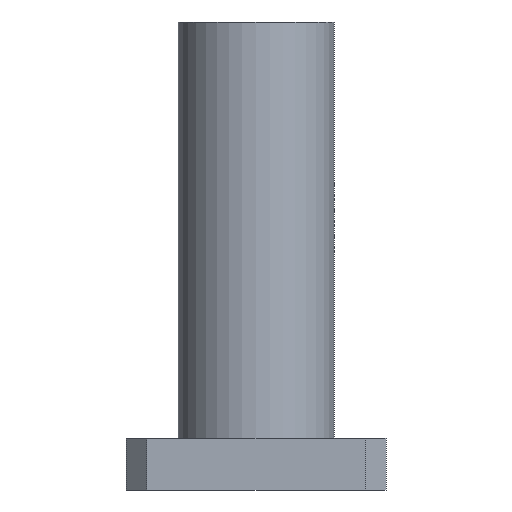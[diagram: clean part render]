
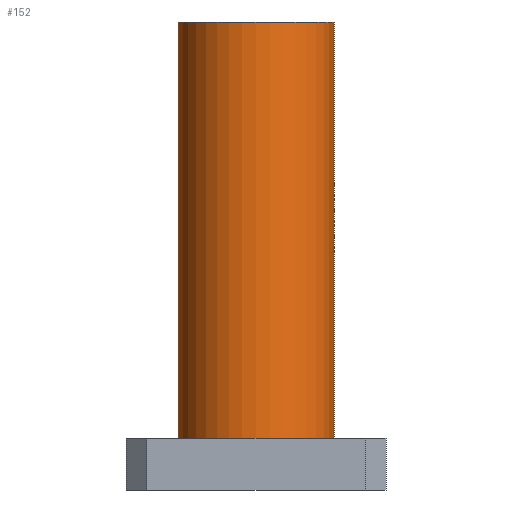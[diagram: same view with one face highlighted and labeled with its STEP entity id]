
A CAD part, front view. The second image highlights one B-rep face of the part: STEP entity #152.
In plain terms, the highlighted cylindrical face has radius 7.5 mm (diameter 15 mm), a partial arc.
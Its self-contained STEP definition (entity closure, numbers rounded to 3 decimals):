
#6 = DIRECTION ( 'NONE',  ( 0., 0., -1. ) ) ;
#42 = VECTOR ( 'NONE', #6, 1000. ) ;
#59 = VECTOR ( 'NONE', #1302, 1000. ) ;
#68 = CARTESIAN_POINT ( 'NONE',  ( 7.5, 0., 45. ) ) ;
#104 = AXIS2_PLACEMENT_3D ( 'NONE', #558, #1182, #247 ) ;
#141 = CIRCLE ( 'NONE', #727, 7.5 ) ;
#152 = ADVANCED_FACE ( 'NONE', ( #156 ), #776, .T. ) ;
#156 = FACE_OUTER_BOUND ( 'NONE', #364, .T. ) ;
#172 = CARTESIAN_POINT ( 'NONE',  ( 0., 0., 45. ) ) ;
#238 = VERTEX_POINT ( 'NONE', #674 ) ;
#247 = DIRECTION ( 'NONE',  ( -1., 0., 0. ) ) ;
#275 = CARTESIAN_POINT ( 'NONE',  ( 7.5, 0., 45. ) ) ;
#332 = EDGE_CURVE ( 'NONE', #678, #633, #924, .T. ) ;
#337 = CIRCLE ( 'NONE', #1263, 7.5 ) ;
#364 = EDGE_LOOP ( 'NONE', ( #1249, #541, #977, #701 ) ) ;
#487 = EDGE_CURVE ( 'NONE', #1260, #238, #1106, .T. ) ;
#498 = DIRECTION ( 'NONE',  ( 0., 0., -1. ) ) ;
#540 = CARTESIAN_POINT ( 'NONE',  ( 0., 0., 5. ) ) ;
#541 = ORIENTED_EDGE ( 'NONE', *, *, #1239, .T. ) ;
#557 = EDGE_CURVE ( 'NONE', #238, #633, #141, .T. ) ;
#558 = CARTESIAN_POINT ( 'NONE',  ( 0., 0., 45. ) ) ;
#626 = CARTESIAN_POINT ( 'NONE',  ( -7.5, 0., 45. ) ) ;
#633 = VERTEX_POINT ( 'NONE', #716 ) ;
#674 = CARTESIAN_POINT ( 'NONE',  ( 7.5, 0., 5. ) ) ;
#678 = VERTEX_POINT ( 'NONE', #626 ) ;
#701 = ORIENTED_EDGE ( 'NONE', *, *, #557, .F. ) ;
#716 = CARTESIAN_POINT ( 'NONE',  ( -7.5, 0., 5. ) ) ;
#727 = AXIS2_PLACEMENT_3D ( 'NONE', #540, #742, #1044 ) ;
#742 = DIRECTION ( 'NONE',  ( 0., 0., -1. ) ) ;
#776 = CYLINDRICAL_SURFACE ( 'NONE', #104, 7.5 ) ;
#784 = DIRECTION ( 'NONE',  ( -1., 0., 0. ) ) ;
#924 = LINE ( 'NONE', #939, #42 ) ;
#939 = CARTESIAN_POINT ( 'NONE',  ( -7.5, 0., 45. ) ) ;
#977 = ORIENTED_EDGE ( 'NONE', *, *, #332, .T. ) ;
#1044 = DIRECTION ( 'NONE',  ( -1., 0., 0. ) ) ;
#1106 = LINE ( 'NONE', #68, #59 ) ;
#1182 = DIRECTION ( 'NONE',  ( 0., 0., -1. ) ) ;
#1239 = EDGE_CURVE ( 'NONE', #1260, #678, #337, .T. ) ;
#1249 = ORIENTED_EDGE ( 'NONE', *, *, #487, .F. ) ;
#1260 = VERTEX_POINT ( 'NONE', #275 ) ;
#1263 = AXIS2_PLACEMENT_3D ( 'NONE', #172, #498, #784 ) ;
#1302 = DIRECTION ( 'NONE',  ( 0., 0., -1. ) ) ;
